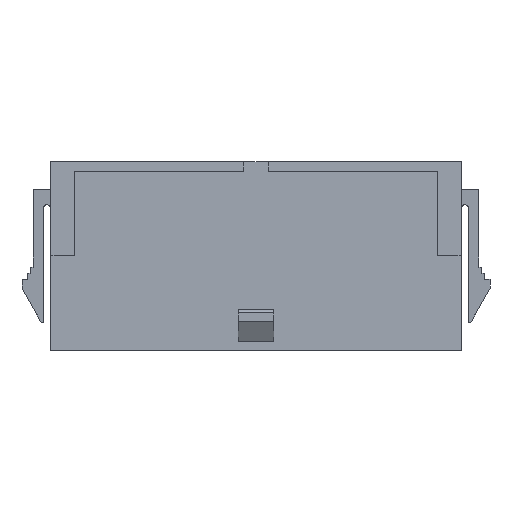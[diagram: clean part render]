
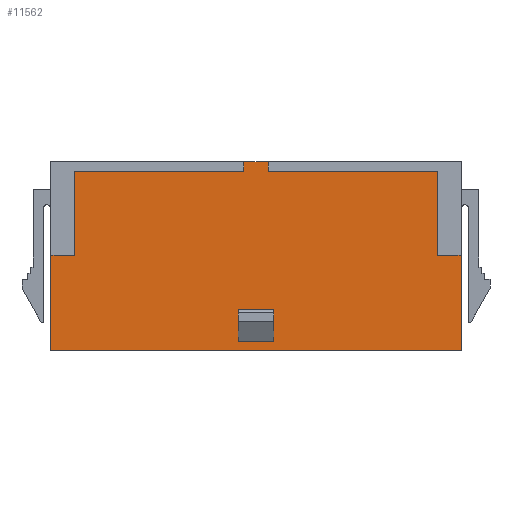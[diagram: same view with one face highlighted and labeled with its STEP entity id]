
A CAD part, top view. The second image highlights one B-rep face of the part: STEP entity #11562.
In plain terms, the highlighted planar face has unit normal (0, 0, 1).
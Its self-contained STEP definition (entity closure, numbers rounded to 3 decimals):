
#929=ORIENTED_EDGE('',*,*,#4198,.F.);
#930=ORIENTED_EDGE('',*,*,#4199,.T.);
#931=ORIENTED_EDGE('',*,*,#4200,.T.);
#932=ORIENTED_EDGE('',*,*,#4201,.F.);
#933=ORIENTED_EDGE('',*,*,#3655,.F.);
#934=ORIENTED_EDGE('',*,*,#4156,.F.);
#935=ORIENTED_EDGE('',*,*,#4197,.F.);
#936=ORIENTED_EDGE('',*,*,#4195,.F.);
#937=ORIENTED_EDGE('',*,*,#4193,.F.);
#938=ORIENTED_EDGE('',*,*,#4191,.F.);
#939=ORIENTED_EDGE('',*,*,#3564,.F.);
#940=ORIENTED_EDGE('',*,*,#4190,.F.);
#941=ORIENTED_EDGE('',*,*,#4188,.F.);
#942=ORIENTED_EDGE('',*,*,#4186,.F.);
#943=ORIENTED_EDGE('',*,*,#4184,.F.);
#944=ORIENTED_EDGE('',*,*,#4168,.F.);
#3564=EDGE_CURVE('',#5247,#5248,#6347,.T.);
#3655=EDGE_CURVE('',#5338,#5336,#6438,.T.);
#4156=EDGE_CURVE('',#5749,#5338,#6939,.T.);
#4168=EDGE_CURVE('',#5336,#5760,#6951,.T.);
#4184=EDGE_CURVE('',#5760,#5772,#6967,.T.);
#4186=EDGE_CURVE('',#5772,#5773,#6969,.T.);
#4188=EDGE_CURVE('',#5773,#5774,#6971,.T.);
#4190=EDGE_CURVE('',#5774,#5247,#6973,.T.);
#4191=EDGE_CURVE('',#5248,#5775,#6974,.T.);
#4193=EDGE_CURVE('',#5775,#5776,#6976,.T.);
#4195=EDGE_CURVE('',#5776,#5777,#6978,.T.);
#4197=EDGE_CURVE('',#5777,#5749,#6980,.T.);
#4198=EDGE_CURVE('',#5778,#5779,#6981,.T.);
#4199=EDGE_CURVE('',#5778,#5780,#6982,.T.);
#4200=EDGE_CURVE('',#5780,#5781,#6983,.T.);
#4201=EDGE_CURVE('',#5779,#5781,#6984,.T.);
#5247=VERTEX_POINT('',#15875);
#5248=VERTEX_POINT('',#15877);
#5336=VERTEX_POINT('',#16054);
#5338=VERTEX_POINT('',#16058);
#5749=VERTEX_POINT('',#17070);
#5760=VERTEX_POINT('',#17095);
#5772=VERTEX_POINT('',#17127);
#5773=VERTEX_POINT('',#17131);
#5774=VERTEX_POINT('',#17135);
#5775=VERTEX_POINT('',#17141);
#5776=VERTEX_POINT('',#17145);
#5777=VERTEX_POINT('',#17149);
#5778=VERTEX_POINT('',#17155);
#5779=VERTEX_POINT('',#17156);
#5780=VERTEX_POINT('',#17158);
#5781=VERTEX_POINT('',#17160);
#6347=LINE('',#15876,#7980);
#6438=LINE('',#16059,#8071);
#6939=LINE('',#17071,#8572);
#6951=LINE('',#17094,#8584);
#6967=LINE('',#17126,#8600);
#6969=LINE('',#17130,#8602);
#6971=LINE('',#17134,#8604);
#6973=LINE('',#17138,#8606);
#6974=LINE('',#17140,#8607);
#6976=LINE('',#17144,#8609);
#6978=LINE('',#17148,#8611);
#6980=LINE('',#17152,#8613);
#6981=LINE('',#17154,#8614);
#6982=LINE('',#17157,#8615);
#6983=LINE('',#17159,#8616);
#6984=LINE('',#17161,#8617);
#7980=VECTOR('',#12838,1000.);
#8071=VECTOR('',#12931,1000.);
#8572=VECTOR('',#13632,1000.);
#8584=VECTOR('',#13646,1000.);
#8600=VECTOR('',#13670,1000.);
#8602=VECTOR('',#13674,1000.);
#8604=VECTOR('',#13678,1000.);
#8606=VECTOR('',#13682,1000.);
#8607=VECTOR('',#13685,1000.);
#8609=VECTOR('',#13689,1000.);
#8611=VECTOR('',#13693,1000.);
#8613=VECTOR('',#13697,1000.);
#8614=VECTOR('',#13700,1000.);
#8615=VECTOR('',#13701,1000.);
#8616=VECTOR('',#13702,1000.);
#8617=VECTOR('',#13703,1000.);
#9691=EDGE_LOOP('',(#929,#930,#931,#932));
#9692=EDGE_LOOP('',(#933,#934,#935,#936,#937,#938,#939,#940,#941,#942,#943,
#944));
#10346=FACE_BOUND('',#9691,.T.);
#10347=FACE_BOUND('',#9692,.T.);
#10975=PLANE('',#12193);
#11562=ADVANCED_FACE('',(#10346,#10347),#10975,.F.);
#12193=AXIS2_PLACEMENT_3D('',#17153,#13698,#13699);
#12838=DIRECTION('',(1.,0.,0.));
#12931=DIRECTION('',(-1.,0.,0.));
#13632=DIRECTION('',(0.,-1.,0.));
#13646=DIRECTION('',(0.,1.,0.));
#13670=DIRECTION('',(1.,0.,0.));
#13674=DIRECTION('',(0.,1.,0.));
#13678=DIRECTION('',(1.,0.,0.));
#13682=DIRECTION('',(0.,1.,0.));
#13685=DIRECTION('',(0.,-1.,0.));
#13689=DIRECTION('',(1.,0.,0.));
#13693=DIRECTION('',(0.,-1.,0.));
#13697=DIRECTION('',(1.,0.,0.));
#13698=DIRECTION('',(0.,0.,-1.));
#13699=DIRECTION('',(-1.,0.,0.));
#13700=DIRECTION('',(-1.,0.,0.));
#13701=DIRECTION('',(0.,-1.,0.));
#13702=DIRECTION('',(-1.,0.,0.));
#13703=DIRECTION('',(0.,-1.,0.));
#15875=CARTESIAN_POINT('',(-1.1,8.45,1.935));
#15876=CARTESIAN_POINT('',(-1.1,8.45,1.935));
#15877=CARTESIAN_POINT('',(1.1,8.45,1.935));
#16054=CARTESIAN_POINT('',(-18.425,-8.45,1.935));
#16058=CARTESIAN_POINT('',(18.425,-8.45,1.935));
#16059=CARTESIAN_POINT('',(18.425,-8.45,1.935));
#17070=CARTESIAN_POINT('',(18.425,0.05,1.935));
#17071=CARTESIAN_POINT('',(18.425,0.05,1.935));
#17094=CARTESIAN_POINT('',(-18.425,-8.45,1.935));
#17095=CARTESIAN_POINT('',(-18.425,0.05,1.935));
#17126=CARTESIAN_POINT('',(-18.425,0.05,1.935));
#17127=CARTESIAN_POINT('',(-16.3,0.05,1.935));
#17130=CARTESIAN_POINT('',(-16.3,0.05,1.935));
#17131=CARTESIAN_POINT('',(-16.3,7.624,1.935));
#17134=CARTESIAN_POINT('',(-16.3,7.624,1.935));
#17135=CARTESIAN_POINT('',(-1.1,7.624,1.935));
#17138=CARTESIAN_POINT('',(-1.1,7.624,1.935));
#17140=CARTESIAN_POINT('',(1.1,8.45,1.935));
#17141=CARTESIAN_POINT('',(1.1,7.624,1.935));
#17144=CARTESIAN_POINT('',(1.1,7.624,1.935));
#17145=CARTESIAN_POINT('',(16.3,7.624,1.935));
#17148=CARTESIAN_POINT('',(16.3,7.624,1.935));
#17149=CARTESIAN_POINT('',(16.3,0.05,1.935));
#17152=CARTESIAN_POINT('',(16.3,0.05,1.935));
#17153=CARTESIAN_POINT('',(0.,0.,1.935));
#17154=CARTESIAN_POINT('',(1.59,-4.85,1.935));
#17155=CARTESIAN_POINT('',(1.59,-4.85,1.935));
#17156=CARTESIAN_POINT('',(-1.59,-4.85,1.935));
#17157=CARTESIAN_POINT('',(1.59,-7.65,1.935));
#17158=CARTESIAN_POINT('',(1.59,-7.65,1.935));
#17159=CARTESIAN_POINT('',(1.59,-7.65,1.935));
#17160=CARTESIAN_POINT('',(-1.59,-7.65,1.935));
#17161=CARTESIAN_POINT('',(-1.59,-7.65,1.935));
